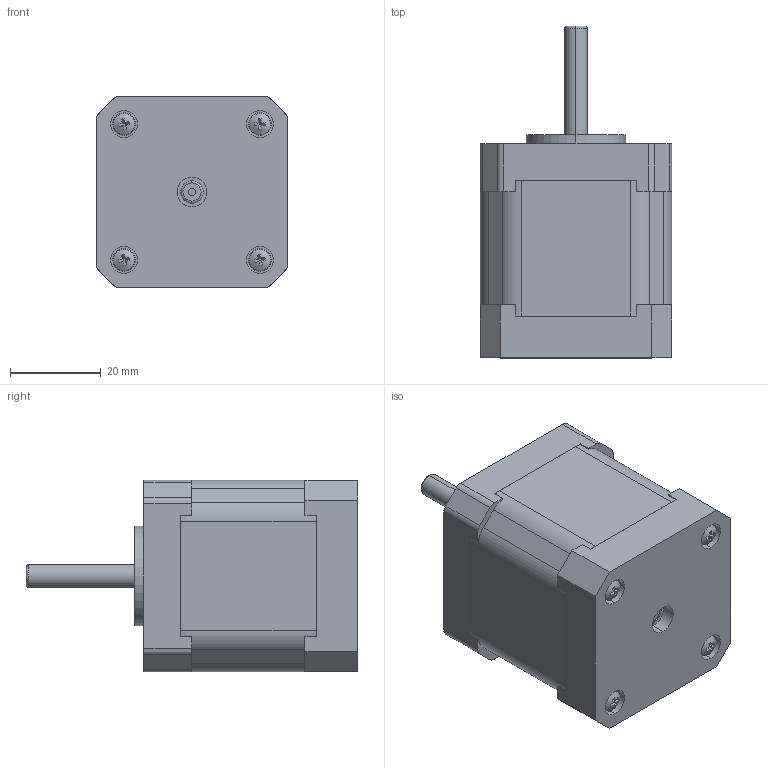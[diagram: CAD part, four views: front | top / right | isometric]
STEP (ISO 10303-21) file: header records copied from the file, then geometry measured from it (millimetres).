
FILE_DESCRIPTION (( 'STEP AP214' ), '1' );
FILE_NAME ('NEMA 17 Stepper Motor.STEP', '2015-09-21T07:49:02', ( '' ), ( '' ), 'SwSTEP 2.0', 'SolidWorks 2015', '' );
FILE_SCHEMA (( 'AUTOMOTIVE_DESIGN' ));
Length unit declared in the file: millimetre
Products named in the file (1): NEMA 17 Stepper Motor
Bounding box: 42.3 x 73.3 x 42.3 mm (x, y, z)
Volume: 78149 mm3; surface area: 23021.8 mm2
Topology: 8 solids, 8 shells, 318 faces, 766 edges, 490 vertices
Faces by surface type: plane 206, cylinder 76, bspline 20, cone 16
Entity records: 13322 total; most frequent: CARTESIAN_POINT 2277, ORIENTED_EDGE 1532, DIRECTION 1514, EDGE_CURVE 766, AXIS2_PLACEMENT_3D 507, LINE 500, VECTOR 500, VERTEX_POINT 490
